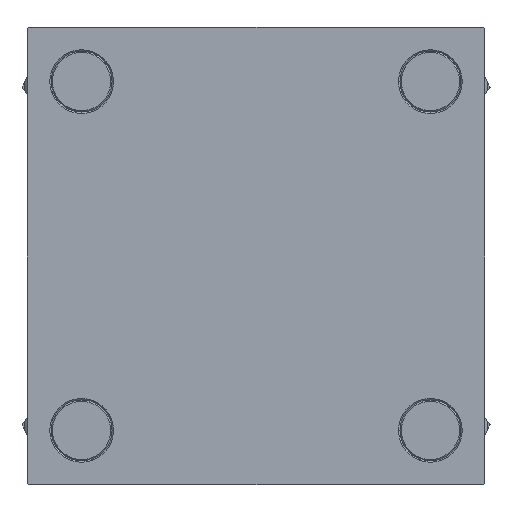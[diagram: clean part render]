
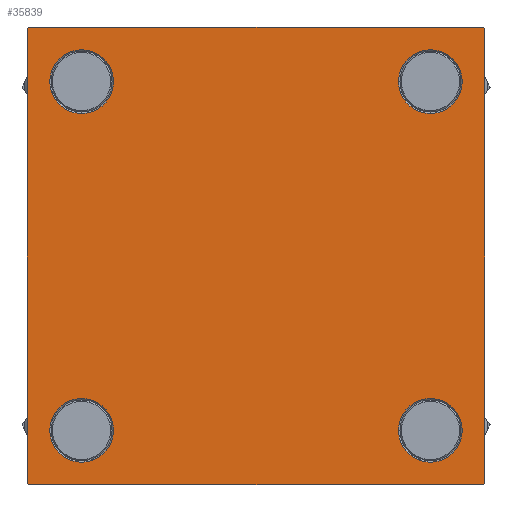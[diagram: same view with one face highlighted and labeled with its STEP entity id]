
A CAD part, left-side view. The second image highlights one B-rep face of the part: STEP entity #35839.
In plain terms, the highlighted planar face has unit normal (-1, 0, 0).
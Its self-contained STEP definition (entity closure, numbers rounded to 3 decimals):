
#173 = EDGE_CURVE ( 'NONE', #7926, #5522, #7750, .T. ) ;
#456 = CARTESIAN_POINT ( 'NONE',  ( 0., -82., 82.5 ) ) ;
#519 = DIRECTION ( 'NONE',  ( 0., 0., 1. ) ) ;
#1209 = DIRECTION ( 'NONE',  ( 0., 0., -1. ) ) ;
#1478 = EDGE_CURVE ( 'NONE', #37490, #7373, #15923, .T. ) ;
#1855 = DIRECTION ( 'NONE',  ( 0., -1., 0. ) ) ;
#2768 = CARTESIAN_POINT ( 'NONE',  ( 0., 82.5, 82. ) ) ;
#2845 = EDGE_LOOP ( 'NONE', ( #13667, #45223 ) ) ;
#2880 = CARTESIAN_POINT ( 'NONE',  ( 0., 62.95, 51.45 ) ) ;
#3478 = ORIENTED_EDGE ( 'NONE', *, *, #36669, .F. ) ;
#3631 = ORIENTED_EDGE ( 'NONE', *, *, #20421, .T. ) ;
#3745 = VERTEX_POINT ( 'NONE', #50454 ) ;
#3903 = CARTESIAN_POINT ( 'NONE',  ( 0., -82.25, -82.25 ) ) ;
#4185 = DIRECTION ( 'NONE',  ( -1., 0., 0. ) ) ;
#4211 = EDGE_CURVE ( 'NONE', #42958, #3745, #12087, .T. ) ;
#5462 = DIRECTION ( 'NONE',  ( 0., 0., 1. ) ) ;
#5522 = VERTEX_POINT ( 'NONE', #6185 ) ;
#5774 = AXIS2_PLACEMENT_3D ( 'NONE', #42669, #19649, #24682 ) ;
#6185 = CARTESIAN_POINT ( 'NONE',  ( 0., -62.95, -51.45 ) ) ;
#6197 = CARTESIAN_POINT ( 'NONE',  ( 0., 62.95, -62.95 ) ) ;
#6231 = EDGE_CURVE ( 'NONE', #29734, #23892, #24765, .T. ) ;
#6752 = DIRECTION ( 'NONE',  ( 1., 0., 0. ) ) ;
#7029 = PLANE ( 'NONE',  #35745 ) ;
#7244 = DIRECTION ( 'NONE',  ( 0., 0., -1. ) ) ;
#7298 = CARTESIAN_POINT ( 'NONE',  ( 0., 62.95, -51.45 ) ) ;
#7373 = VERTEX_POINT ( 'NONE', #27496 ) ;
#7750 = CIRCLE ( 'NONE', #14274, 11.5 ) ;
#7755 = DIRECTION ( 'NONE',  ( 0., -0.707, 0.707 ) ) ;
#7926 = VERTEX_POINT ( 'NONE', #42700 ) ;
#8038 = DIRECTION ( 'NONE',  ( 0., 0., 1. ) ) ;
#8118 = DIRECTION ( 'NONE',  ( 1., 0., 0. ) ) ;
#8445 = VERTEX_POINT ( 'NONE', #19866 ) ;
#9396 = ORIENTED_EDGE ( 'NONE', *, *, #30524, .T. ) ;
#9401 = CARTESIAN_POINT ( 'NONE',  ( 0., -82.25, 82.25 ) ) ;
#9548 = DIRECTION ( 'NONE',  ( 0., -1., 0. ) ) ;
#11377 = CARTESIAN_POINT ( 'NONE',  ( 0., 0., 0. ) ) ;
#11442 = CARTESIAN_POINT ( 'NONE',  ( 0., 82., -82.5 ) ) ;
#11872 = FACE_BOUND ( 'NONE', #50408, .T. ) ;
#12087 = CIRCLE ( 'NONE', #18627, 11.5 ) ;
#12877 = CARTESIAN_POINT ( 'NONE',  ( 0., 82.5, 82.5 ) ) ;
#12973 = CARTESIAN_POINT ( 'NONE',  ( 0., -82.5, 82.5 ) ) ;
#13117 = EDGE_CURVE ( 'NONE', #37509, #29418, #34098, .T. ) ;
#13253 = CARTESIAN_POINT ( 'NONE',  ( 0., 82.25, -82.25 ) ) ;
#13388 = LINE ( 'NONE', #12877, #26831 ) ;
#13667 = ORIENTED_EDGE ( 'NONE', *, *, #40242, .T. ) ;
#14152 = CARTESIAN_POINT ( 'NONE',  ( 0., 82.5, -82.5 ) ) ;
#14274 = AXIS2_PLACEMENT_3D ( 'NONE', #42546, #6752, #42039 ) ;
#14404 = CARTESIAN_POINT ( 'NONE',  ( 0., 82.5, 82.5 ) ) ;
#14496 = CIRCLE ( 'NONE', #48790, 11.5 ) ;
#14788 = CIRCLE ( 'NONE', #31159, 11.5 ) ;
#14867 = EDGE_LOOP ( 'NONE', ( #29173, #3631, #36238, #23746, #49308, #38826, #3478, #23758 ) ) ;
#14967 = FACE_BOUND ( 'NONE', #26352, .T. ) ;
#15235 = DIRECTION ( 'NONE',  ( 0., 0., 1. ) ) ;
#15372 = VERTEX_POINT ( 'NONE', #11442 ) ;
#15520 = VERTEX_POINT ( 'NONE', #36707 ) ;
#15742 = VERTEX_POINT ( 'NONE', #7298 ) ;
#15923 = LINE ( 'NONE', #3903, #31525 ) ;
#16739 = ORIENTED_EDGE ( 'NONE', *, *, #30719, .T. ) ;
#17329 = DIRECTION ( 'NONE',  ( 0., 0.707, -0.707 ) ) ;
#17479 = CARTESIAN_POINT ( 'NONE',  ( 0., -82.5, 82. ) ) ;
#17879 = EDGE_CURVE ( 'NONE', #5522, #7926, #14496, .T. ) ;
#17930 = AXIS2_PLACEMENT_3D ( 'NONE', #19563, #22908, #15235 ) ;
#18225 = DIRECTION ( 'NONE',  ( 0., 0., 1. ) ) ;
#18490 = LINE ( 'NONE', #14404, #38341 ) ;
#18627 = AXIS2_PLACEMENT_3D ( 'NONE', #44337, #40498, #5462 ) ;
#18742 = CIRCLE ( 'NONE', #17930, 11.5 ) ;
#18755 = EDGE_CURVE ( 'NONE', #23112, #7373, #47760, .T. ) ;
#18789 = FACE_OUTER_BOUND ( 'NONE', #14867, .T. ) ;
#19213 = DIRECTION ( 'NONE',  ( 1., 0., 0. ) ) ;
#19426 = AXIS2_PLACEMENT_3D ( 'NONE', #6197, #25923, #18225 ) ;
#19563 = CARTESIAN_POINT ( 'NONE',  ( 0., 62.95, -62.95 ) ) ;
#19649 = DIRECTION ( 'NONE',  ( 1., 0., 0. ) ) ;
#19866 = CARTESIAN_POINT ( 'NONE',  ( 0., 62.95, -74.45 ) ) ;
#19974 = VECTOR ( 'NONE', #17329, 1000. ) ;
#20421 = EDGE_CURVE ( 'NONE', #15520, #15372, #25034, .T. ) ;
#20489 = VECTOR ( 'NONE', #48526, 1000. ) ;
#21791 = DIRECTION ( 'NONE',  ( 0., 0., 1. ) ) ;
#22020 = VECTOR ( 'NONE', #1855, 1000. ) ;
#22343 = EDGE_CURVE ( 'NONE', #15372, #37490, #33600, .T. ) ;
#22349 = EDGE_CURVE ( 'NONE', #23892, #15520, #18490, .T. ) ;
#22733 = EDGE_LOOP ( 'NONE', ( #43695, #9396 ) ) ;
#22908 = DIRECTION ( 'NONE',  ( 1., 0., 0. ) ) ;
#23112 = VERTEX_POINT ( 'NONE', #17479 ) ;
#23746 = ORIENTED_EDGE ( 'NONE', *, *, #1478, .T. ) ;
#23758 = ORIENTED_EDGE ( 'NONE', *, *, #6231, .T. ) ;
#23892 = VERTEX_POINT ( 'NONE', #2768 ) ;
#24534 = DIRECTION ( 'NONE',  ( 0., -0.707, -0.707 ) ) ;
#24682 = DIRECTION ( 'NONE',  ( 0., 0., 1. ) ) ;
#24765 = LINE ( 'NONE', #25534, #19974 ) ;
#25034 = LINE ( 'NONE', #13253, #48868 ) ;
#25534 = CARTESIAN_POINT ( 'NONE',  ( 0., 82.25, 82.25 ) ) ;
#25700 = CARTESIAN_POINT ( 'NONE',  ( 0., -82., -82.5 ) ) ;
#25923 = DIRECTION ( 'NONE',  ( 1., 0., 0. ) ) ;
#26111 = ORIENTED_EDGE ( 'NONE', *, *, #173, .T. ) ;
#26352 = EDGE_LOOP ( 'NONE', ( #16739, #27529 ) ) ;
#26831 = VECTOR ( 'NONE', #9548, 1000. ) ;
#26997 = FACE_BOUND ( 'NONE', #22733, .T. ) ;
#27410 = CARTESIAN_POINT ( 'NONE',  ( 0., -62.95, -62.95 ) ) ;
#27489 = FACE_BOUND ( 'NONE', #2845, .T. ) ;
#27496 = CARTESIAN_POINT ( 'NONE',  ( 0., -82.5, -82. ) ) ;
#27529 = ORIENTED_EDGE ( 'NONE', *, *, #4211, .T. ) ;
#28712 = DIRECTION ( 'NONE',  ( 1., 0., 0. ) ) ;
#29173 = ORIENTED_EDGE ( 'NONE', *, *, #22349, .T. ) ;
#29418 = VERTEX_POINT ( 'NONE', #2880 ) ;
#29734 = VERTEX_POINT ( 'NONE', #31777 ) ;
#30134 = EDGE_CURVE ( 'NONE', #23112, #30683, #33472, .T. ) ;
#30524 = EDGE_CURVE ( 'NONE', #29418, #37509, #14788, .T. ) ;
#30683 = VERTEX_POINT ( 'NONE', #456 ) ;
#30719 = EDGE_CURVE ( 'NONE', #3745, #42958, #44180, .T. ) ;
#31159 = AXIS2_PLACEMENT_3D ( 'NONE', #36617, #28712, #21791 ) ;
#31525 = VECTOR ( 'NONE', #7755, 1000. ) ;
#31777 = CARTESIAN_POINT ( 'NONE',  ( 0., 82., 82.5 ) ) ;
#33472 = LINE ( 'NONE', #9401, #20489 ) ;
#33600 = LINE ( 'NONE', #14152, #22020 ) ;
#34098 = CIRCLE ( 'NONE', #47951, 11.5 ) ;
#34126 = CIRCLE ( 'NONE', #19426, 11.5 ) ;
#35728 = CARTESIAN_POINT ( 'NONE',  ( 0., 62.95, 62.95 ) ) ;
#35745 = AXIS2_PLACEMENT_3D ( 'NONE', #11377, #4185, #8038 ) ;
#35839 = ADVANCED_FACE ( 'NONE', ( #14967, #11872, #27489, #26997, #18789 ), #7029, .T. ) ;
#36046 = EDGE_CURVE ( 'NONE', #8445, #15742, #34126, .T. ) ;
#36238 = ORIENTED_EDGE ( 'NONE', *, *, #22343, .T. ) ;
#36617 = CARTESIAN_POINT ( 'NONE',  ( 0., 62.95, 62.95 ) ) ;
#36669 = EDGE_CURVE ( 'NONE', #29734, #30683, #13388, .T. ) ;
#36707 = CARTESIAN_POINT ( 'NONE',  ( 0., 82.5, -82. ) ) ;
#37490 = VERTEX_POINT ( 'NONE', #25700 ) ;
#37509 = VERTEX_POINT ( 'NONE', #41266 ) ;
#38341 = VECTOR ( 'NONE', #7244, 1000. ) ;
#38653 = CARTESIAN_POINT ( 'NONE',  ( 0., -62.95, 51.45 ) ) ;
#38826 = ORIENTED_EDGE ( 'NONE', *, *, #30134, .T. ) ;
#40242 = EDGE_CURVE ( 'NONE', #15742, #8445, #18742, .T. ) ;
#40498 = DIRECTION ( 'NONE',  ( 1., 0., 0. ) ) ;
#41266 = CARTESIAN_POINT ( 'NONE',  ( 0., 62.95, 74.45 ) ) ;
#42039 = DIRECTION ( 'NONE',  ( 0., 0., 1. ) ) ;
#42546 = CARTESIAN_POINT ( 'NONE',  ( 0., -62.95, -62.95 ) ) ;
#42669 = CARTESIAN_POINT ( 'NONE',  ( 0., -62.95, 62.95 ) ) ;
#42700 = CARTESIAN_POINT ( 'NONE',  ( 0., -62.95, -74.45 ) ) ;
#42958 = VERTEX_POINT ( 'NONE', #38653 ) ;
#43111 = VECTOR ( 'NONE', #1209, 1000. ) ;
#43695 = ORIENTED_EDGE ( 'NONE', *, *, #13117, .T. ) ;
#44180 = CIRCLE ( 'NONE', #5774, 11.5 ) ;
#44337 = CARTESIAN_POINT ( 'NONE',  ( 0., -62.95, 62.95 ) ) ;
#45223 = ORIENTED_EDGE ( 'NONE', *, *, #36046, .T. ) ;
#46733 = DIRECTION ( 'NONE',  ( 0., 0., 1. ) ) ;
#47574 = ORIENTED_EDGE ( 'NONE', *, *, #17879, .T. ) ;
#47760 = LINE ( 'NONE', #12973, #43111 ) ;
#47951 = AXIS2_PLACEMENT_3D ( 'NONE', #35728, #8118, #46733 ) ;
#48526 = DIRECTION ( 'NONE',  ( 0., 0.707, 0.707 ) ) ;
#48790 = AXIS2_PLACEMENT_3D ( 'NONE', #27410, #19213, #519 ) ;
#48868 = VECTOR ( 'NONE', #24534, 1000. ) ;
#49308 = ORIENTED_EDGE ( 'NONE', *, *, #18755, .F. ) ;
#50408 = EDGE_LOOP ( 'NONE', ( #47574, #26111 ) ) ;
#50454 = CARTESIAN_POINT ( 'NONE',  ( 0., -62.95, 74.45 ) ) ;
